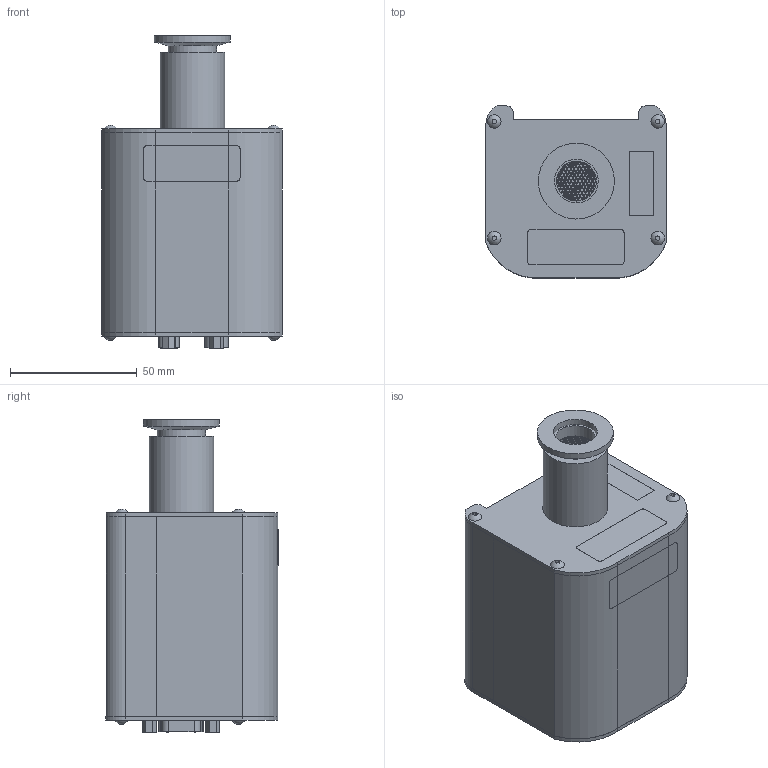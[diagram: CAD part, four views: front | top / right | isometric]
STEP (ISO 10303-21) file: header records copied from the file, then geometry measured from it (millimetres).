
FILE_DESCRIPTION (( 'STEP AP214' ), '1' );
FILE_NAME ('352-050 BAG302-S 9DSub, 1SP, OLED, 16KF.STEP', '2017-06-01T13:48:33', ( '' ), ( '' ), 'SwSTEP 2.0', 'SolidWorks 2013', '' );
FILE_SCHEMA (( 'AUTOMOTIVE_DESIGN' ));
Length unit declared in the file: inch
Products named in the file (1): 352-050 BAG302-S 9DSub, 1SP, OLED, 16KF
Bounding box: 71.12 x 67.89 x 123.34 mm (x, y, z)
Volume: 106725.6 mm3; surface area: 129347.6 mm2
Topology: 63 solids, 63 shells, 2921 faces, 7754 edges, 5086 vertices
Faces by surface type: plane 2037, cylinder 591, bspline 166, cone 75, torus 47, sphere 5
Full cylindrical faces by diameter (mm): 0.178 x6, 0.254 x1, 0.762 x7, 1.02 x9, 1.18 x9, 1.194 x163, 1.575 x11, 1.829 x4, 1.93 x6, 2.032 x1, 2.134 x1, 2.184 x1, 2.261 x6, 2.3 x2, 2.438 x2, 2.794 x4, 2.845 x8, 3.048 x12, 3.1 x2, 3.175 x10, 3.962 x1, 4.24 x2, 4.807 x2, 4.953 x5, 5.08 x1, 5.1 x2, 15.748 x1, 17.272 x1, 19.05 x1, 19.304 x1
Entity records: 135335 total; most frequent: CARTESIAN_POINT 24660, ORIENTED_EDGE 14640, DIRECTION 13959, EDGE_CURVE 7320, LINE 5241, VECTOR 5241, VERTEX_POINT 5018, AXIS2_PLACEMENT_3D 4359
